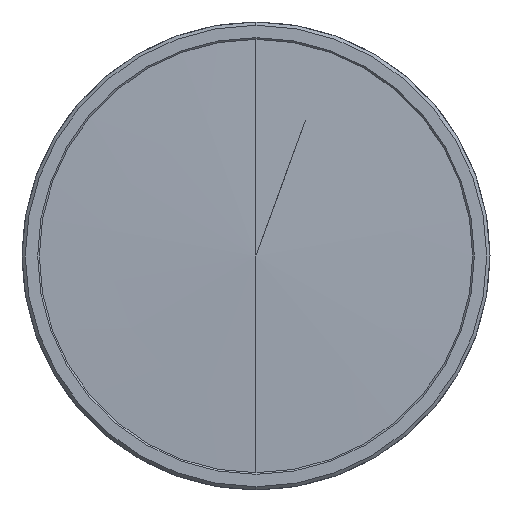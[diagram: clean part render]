
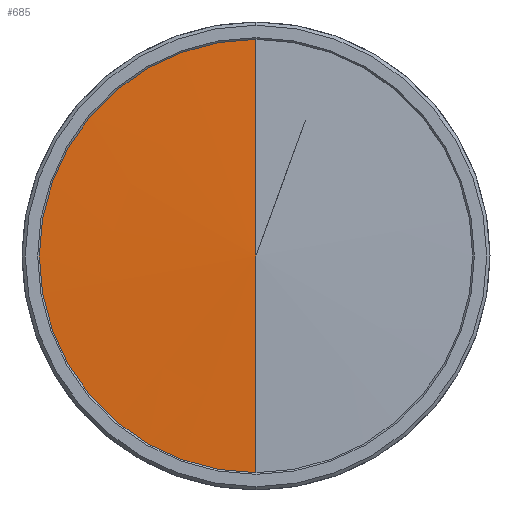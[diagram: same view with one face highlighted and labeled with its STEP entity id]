
A CAD part, left-side view. The second image highlights one B-rep face of the part: STEP entity #685.
In plain terms, the highlighted conical face has half-angle 88.492 degrees and reference radius 68.63 mm.
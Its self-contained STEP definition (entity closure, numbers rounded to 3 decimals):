
#12 = AXIS2_PLACEMENT_3D ( 'NONE', #122, #473, #2548 ) ;
#103 = CARTESIAN_POINT ( 'NONE',  ( 1.731, 0., 65.75 ) ) ;
#122 = CARTESIAN_POINT ( 'NONE',  ( 1.807, 0., 0. ) ) ;
#126 = EDGE_CURVE ( 'NONE', #4586, #2814, #2733, .T. ) ;
#310 = EDGE_CURVE ( 'NONE', #4586, #1739, #1395, .T. ) ;
#473 = DIRECTION ( 'NONE',  ( 1., 0., 0. ) ) ;
#567 = CARTESIAN_POINT ( 'NONE',  ( 1.807, 0., -68.631 ) ) ;
#685 = ADVANCED_FACE ( 'NONE', ( #4762 ), #3614, .T. ) ;
#687 = CARTESIAN_POINT ( 'NONE',  ( 1.731, 65.75, 0. ) ) ;
#759 = CARTESIAN_POINT ( 'NONE',  ( 1.731, 0., 0. ) ) ;
#1087 = CARTESIAN_POINT ( 'NONE',  ( 1.807, 0., 68.631 ) ) ;
#1136 = ORIENTED_EDGE ( 'NONE', *, *, #126, .F. ) ;
#1204 = DIRECTION ( 'NONE',  ( 1., 0., 0. ) ) ;
#1242 = DIRECTION ( 'NONE',  ( 0., 0., -1. ) ) ;
#1395 = LINE ( 'NONE', #1087, #2589 ) ;
#1508 = DIRECTION ( 'NONE',  ( 0.026, 0., 1. ) ) ;
#1739 = VERTEX_POINT ( 'NONE', #103 ) ;
#1932 = VERTEX_POINT ( 'NONE', #687 ) ;
#1944 = AXIS2_PLACEMENT_3D ( 'NONE', #759, #2437, #5289 ) ;
#1997 = ORIENTED_EDGE ( 'NONE', *, *, #4131, .F. ) ;
#2062 = CARTESIAN_POINT ( 'NONE',  ( 1.731, 0., 0. ) ) ;
#2437 = DIRECTION ( 'NONE',  ( 1., 0., 0. ) ) ;
#2512 = CIRCLE ( 'NONE', #1944, 65.75 ) ;
#2548 = DIRECTION ( 'NONE',  ( 0., 0., -1. ) ) ;
#2589 = VECTOR ( 'NONE', #1508, 1000. ) ;
#2733 = LINE ( 'NONE', #567, #2918 ) ;
#2814 = VERTEX_POINT ( 'NONE', #4651 ) ;
#2918 = VECTOR ( 'NONE', #3808, 1000. ) ;
#2995 = EDGE_LOOP ( 'NONE', ( #1136, #3933, #3308, #1997 ) ) ;
#3036 = EDGE_CURVE ( 'NONE', #1932, #1739, #2512, .T. ) ;
#3088 = CARTESIAN_POINT ( 'NONE',  ( 0., 0., 0. ) ) ;
#3089 = AXIS2_PLACEMENT_3D ( 'NONE', #2062, #1204, #1242 ) ;
#3308 = ORIENTED_EDGE ( 'NONE', *, *, #3036, .F. ) ;
#3614 = CONICAL_SURFACE ( 'NONE', #12, 68.631, 1.544 ) ;
#3808 = DIRECTION ( 'NONE',  ( 0.026, 0., -1. ) ) ;
#3933 = ORIENTED_EDGE ( 'NONE', *, *, #310, .T. ) ;
#4131 = EDGE_CURVE ( 'NONE', #2814, #1932, #4663, .T. ) ;
#4586 = VERTEX_POINT ( 'NONE', #3088 ) ;
#4651 = CARTESIAN_POINT ( 'NONE',  ( 1.731, 0., -65.75 ) ) ;
#4663 = CIRCLE ( 'NONE', #3089, 65.75 ) ;
#4762 = FACE_OUTER_BOUND ( 'NONE', #2995, .T. ) ;
#5289 = DIRECTION ( 'NONE',  ( 0., 0., -1. ) ) ;
